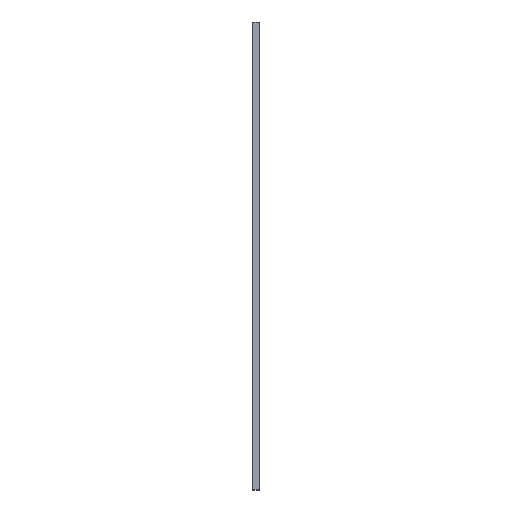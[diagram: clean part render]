
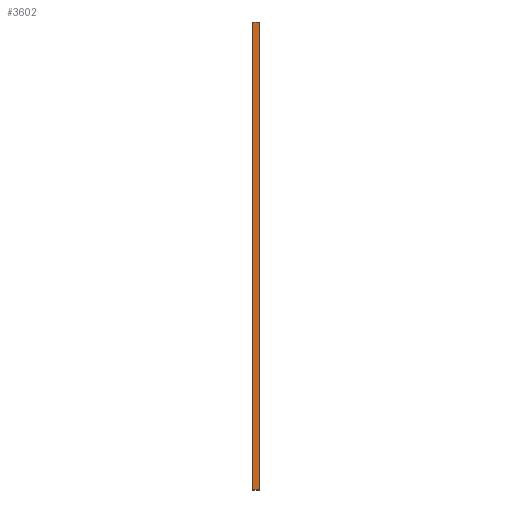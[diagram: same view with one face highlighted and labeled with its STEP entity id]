
A CAD part, left-side view. The second image highlights one B-rep face of the part: STEP entity #3602.
In plain terms, the highlighted planar face has unit normal (-1, 0, 0).
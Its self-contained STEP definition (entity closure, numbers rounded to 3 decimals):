
#37 = VERTEX_POINT ( 'NONE', #3118 ) ;
#78 = EDGE_CURVE ( 'NONE', #3008, #5445, #1052, .T. ) ;
#139 = DIRECTION ( 'NONE',  ( 0., -1., 0. ) ) ;
#465 = VECTOR ( 'NONE', #3498, 1000. ) ;
#504 = ORIENTED_EDGE ( 'NONE', *, *, #78, .F. ) ;
#617 = DIRECTION ( 'NONE',  ( 0., 0., -1. ) ) ;
#625 = VERTEX_POINT ( 'NONE', #2329 ) ;
#931 = LINE ( 'NONE', #2675, #465 ) ;
#1010 = VECTOR ( 'NONE', #4696, 1000. ) ;
#1052 = LINE ( 'NONE', #3584, #3795 ) ;
#1391 = DIRECTION ( 'NONE',  ( 1., 0., 0. ) ) ;
#1476 = CARTESIAN_POINT ( 'NONE',  ( -100., 0., 105. ) ) ;
#1667 = ORIENTED_EDGE ( 'NONE', *, *, #3080, .T. ) ;
#2012 = EDGE_CURVE ( 'NONE', #625, #37, #2605, .T. ) ;
#2197 = ORIENTED_EDGE ( 'NONE', *, *, #4538, .F. ) ;
#2198 = DIRECTION ( 'NONE',  ( 0., 0., 1. ) ) ;
#2249 = CARTESIAN_POINT ( 'NONE',  ( -100., 3., -105. ) ) ;
#2329 = CARTESIAN_POINT ( 'NONE',  ( -100., 3., -105. ) ) ;
#2536 = VECTOR ( 'NONE', #2198, 1000. ) ;
#2605 = LINE ( 'NONE', #2249, #1010 ) ;
#2641 = LINE ( 'NONE', #3074, #2536 ) ;
#2675 = CARTESIAN_POINT ( 'NONE',  ( -100., 3., -105. ) ) ;
#2683 = ORIENTED_EDGE ( 'NONE', *, *, #2012, .T. ) ;
#2772 = PLANE ( 'NONE',  #4774 ) ;
#3008 = VERTEX_POINT ( 'NONE', #4267 ) ;
#3074 = CARTESIAN_POINT ( 'NONE',  ( -100., 0., -105. ) ) ;
#3080 = EDGE_CURVE ( 'NONE', #37, #5445, #2641, .T. ) ;
#3118 = CARTESIAN_POINT ( 'NONE',  ( -100., 0., -105. ) ) ;
#3153 = FACE_OUTER_BOUND ( 'NONE', #5283, .T. ) ;
#3498 = DIRECTION ( 'NONE',  ( 0., 0., 1. ) ) ;
#3584 = CARTESIAN_POINT ( 'NONE',  ( -100., 3., 105. ) ) ;
#3602 = ADVANCED_FACE ( 'NONE', ( #3153 ), #2772, .F. ) ;
#3795 = VECTOR ( 'NONE', #139, 1000. ) ;
#4267 = CARTESIAN_POINT ( 'NONE',  ( -100., 3., 105. ) ) ;
#4450 = CARTESIAN_POINT ( 'NONE',  ( -100., 3., -105. ) ) ;
#4538 = EDGE_CURVE ( 'NONE', #625, #3008, #931, .T. ) ;
#4696 = DIRECTION ( 'NONE',  ( 0., -1., 0. ) ) ;
#4774 = AXIS2_PLACEMENT_3D ( 'NONE', #4450, #1391, #617 ) ;
#5283 = EDGE_LOOP ( 'NONE', ( #1667, #504, #2197, #2683 ) ) ;
#5445 = VERTEX_POINT ( 'NONE', #1476 ) ;
